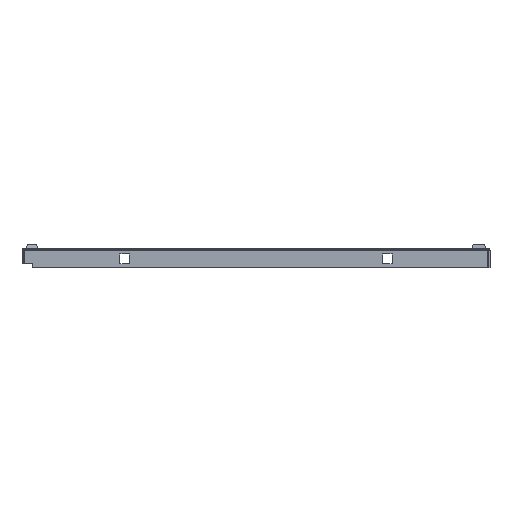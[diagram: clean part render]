
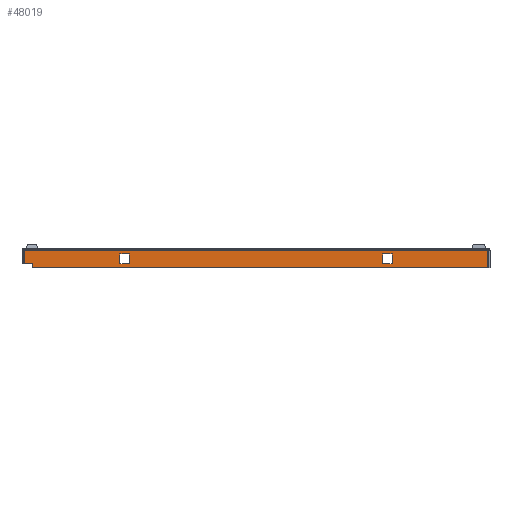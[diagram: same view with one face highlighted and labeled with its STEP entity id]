
A CAD part, front view. The second image highlights one B-rep face of the part: STEP entity #48019.
In plain terms, the highlighted planar face has unit normal (0, -1, 0).
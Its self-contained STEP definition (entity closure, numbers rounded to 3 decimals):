
#3140 = LINE ( 'NONE', #36419, #3145 ) ;
#3142 = LINE ( 'NONE', #36416, #3147 ) ;
#3145 = VECTOR ( 'NONE', #36413, 1000. ) ;
#3146 = LINE ( 'NONE', #36410, #3149 ) ;
#3147 = VECTOR ( 'NONE', #36411, 1000. ) ;
#3148 = LINE ( 'NONE', #36408, #3151 ) ;
#3149 = VECTOR ( 'NONE', #36409, 1000. ) ;
#3150 = LINE ( 'NONE', #36412, #3155 ) ;
#3151 = VECTOR ( 'NONE', #36406, 1000. ) ;
#3152 = LINE ( 'NONE', #36407, #3157 ) ;
#3154 = LINE ( 'NONE', #36404, #3161 ) ;
#3155 = VECTOR ( 'NONE', #36403, 1000. ) ;
#3157 = VECTOR ( 'NONE', #36401, 1000. ) ;
#3160 = LINE ( 'NONE', #36396, #3163 ) ;
#3161 = VECTOR ( 'NONE', #36397, 1000. ) ;
#3163 = VECTOR ( 'NONE', #36395, 1000. ) ;
#3164 = LINE ( 'NONE', #36399, #3189 ) ;
#3170 = LINE ( 'NONE', #36386, #3173 ) ;
#3173 = VECTOR ( 'NONE', #36385, 1000. ) ;
#3174 = LINE ( 'NONE', #36382, #3177 ) ;
#3177 = VECTOR ( 'NONE', #36381, 1000. ) ;
#3178 = LINE ( 'NONE', #36378, #3181 ) ;
#3180 = LINE ( 'NONE', #36376, #3183 ) ;
#3181 = VECTOR ( 'NONE', #36377, 1000. ) ;
#3183 = VECTOR ( 'NONE', #36375, 1000. ) ;
#3184 = LINE ( 'NONE', #36372, #3187 ) ;
#3187 = VECTOR ( 'NONE', #36370, 1000. ) ;
#3189 = VECTOR ( 'NONE', #36369, 1000. ) ;
#5649 = FACE_BOUND ( 'NONE', #10616, .T. ) ;
#5656 = FACE_OUTER_BOUND ( 'NONE', #10613, .T. ) ;
#5658 = FACE_BOUND ( 'NONE', #10611, .T. ) ;
#9861 = VERTEX_POINT ( 'NONE', #92784 ) ;
#9862 = VERTEX_POINT ( 'NONE', #92782 ) ;
#9863 = VERTEX_POINT ( 'NONE', #92780 ) ;
#9864 = VERTEX_POINT ( 'NONE', #92778 ) ;
#9867 = VERTEX_POINT ( 'NONE', #92772 ) ;
#9870 = VERTEX_POINT ( 'NONE', #92766 ) ;
#9880 = VERTEX_POINT ( 'NONE', #92746 ) ;
#9882 = VERTEX_POINT ( 'NONE', #92742 ) ;
#9884 = VERTEX_POINT ( 'NONE', #92738 ) ;
#9886 = VERTEX_POINT ( 'NONE', #92734 ) ;
#9887 = VERTEX_POINT ( 'NONE', #92732 ) ;
#9888 = VERTEX_POINT ( 'NONE', #92730 ) ;
#9890 = VERTEX_POINT ( 'NONE', #92726 ) ;
#9891 = VERTEX_POINT ( 'NONE', #92724 ) ;
#10611 = EDGE_LOOP ( 'NONE', ( #82090, #82091, #82092, #82093 ) ) ;
#10613 = EDGE_LOOP ( 'NONE', ( #82084, #82085, #82086, #82087, #82088, #82089 ) ) ;
#10616 = EDGE_LOOP ( 'NONE', ( #82094, #82095, #82096, #82097 ) ) ;
#18876 = EDGE_CURVE ( 'NONE', #9886, #9887, #3140, .T. ) ;
#18877 = EDGE_CURVE ( 'NONE', #9861, #9884, #3142, .T. ) ;
#18878 = EDGE_CURVE ( 'NONE', #9887, #9861, #3146, .T. ) ;
#18879 = EDGE_CURVE ( 'NONE', #9870, #9863, #3148, .T. ) ;
#18881 = EDGE_CURVE ( 'NONE', #9891, #9864, #3150, .T. ) ;
#18882 = EDGE_CURVE ( 'NONE', #9888, #9890, #3152, .T. ) ;
#18884 = EDGE_CURVE ( 'NONE', #9880, #9862, #3154, .T. ) ;
#18885 = EDGE_CURVE ( 'NONE', #9882, #9867, #3160, .T. ) ;
#18890 = EDGE_CURVE ( 'NONE', #9890, #9891, #3170, .T. ) ;
#18892 = EDGE_CURVE ( 'NONE', #9864, #9888, #3174, .T. ) ;
#18894 = EDGE_CURVE ( 'NONE', #9884, #9886, #3178, .T. ) ;
#18895 = EDGE_CURVE ( 'NONE', #9880, #9870, #3180, .T. ) ;
#18897 = EDGE_CURVE ( 'NONE', #9862, #9867, #3184, .T. ) ;
#18898 = EDGE_CURVE ( 'NONE', #9863, #9882, #3164, .T. ) ;
#36369 = DIRECTION ( 'NONE',  ( 1., 0., 0. ) ) ;
#36370 = DIRECTION ( 'NONE',  ( 1., 0., 0. ) ) ;
#36372 = CARTESIAN_POINT ( 'NONE',  ( -461.005, -299., -0.75 ) ) ;
#36375 = DIRECTION ( 'NONE',  ( 1., 0., 0. ) ) ;
#36376 = CARTESIAN_POINT ( 'NONE',  ( -230.5, -299., -14. ) ) ;
#36377 = DIRECTION ( 'NONE',  ( 1., 0., 0. ) ) ;
#36378 = CARTESIAN_POINT ( 'NONE',  ( -135.25, -299., -4.25 ) ) ;
#36381 = DIRECTION ( 'NONE',  ( 1., 0., 0. ) ) ;
#36382 = CARTESIAN_POINT ( 'NONE',  ( 135.25, -299., -4.25 ) ) ;
#36385 = DIRECTION ( 'NONE',  ( -1., 0., 0. ) ) ;
#36386 = CARTESIAN_POINT ( 'NONE',  ( 135.25, -299., -13.75 ) ) ;
#36395 = DIRECTION ( 'NONE',  ( 0., 0., 1. ) ) ;
#36396 = CARTESIAN_POINT ( 'NONE',  ( 230.5, -299., -0.75 ) ) ;
#36397 = DIRECTION ( 'NONE',  ( 0., 0., 1. ) ) ;
#36399 = CARTESIAN_POINT ( 'NONE',  ( 230.25, -299., -18. ) ) ;
#36401 = DIRECTION ( 'NONE',  ( 0., 0., -1. ) ) ;
#36403 = DIRECTION ( 'NONE',  ( 0., 0., 1. ) ) ;
#36404 = CARTESIAN_POINT ( 'NONE',  ( -230.5, -299., -0.75 ) ) ;
#36406 = DIRECTION ( 'NONE',  ( 0., 0., -1. ) ) ;
#36407 = CARTESIAN_POINT ( 'NONE',  ( 135.25, -299., -4.25 ) ) ;
#36408 = CARTESIAN_POINT ( 'NONE',  ( -222.5, -299., -18. ) ) ;
#36409 = DIRECTION ( 'NONE',  ( -1., 0., 0. ) ) ;
#36410 = CARTESIAN_POINT ( 'NONE',  ( -135.25, -299., -13.75 ) ) ;
#36411 = DIRECTION ( 'NONE',  ( 0., 0., 1. ) ) ;
#36412 = CARTESIAN_POINT ( 'NONE',  ( 125.75, -299., -4.25 ) ) ;
#36413 = DIRECTION ( 'NONE',  ( 0., 0., -1. ) ) ;
#36416 = CARTESIAN_POINT ( 'NONE',  ( -135.25, -299., -4.25 ) ) ;
#36419 = CARTESIAN_POINT ( 'NONE',  ( -125.75, -299., -4.25 ) ) ;
#48019 = ADVANCED_FACE ( 'NONE', ( #5656, #5658, #5649 ), #80863, .F. ) ;
#80858 = DIRECTION ( 'NONE',  ( 0., 1., 0. ) ) ;
#80862 = CARTESIAN_POINT ( 'NONE',  ( 230.25, -299., -18. ) ) ;
#80863 = PLANE ( 'NONE',  #81525 ) ;
#80864 = DIRECTION ( 'NONE',  ( 0., 0., 1. ) ) ;
#81525 = AXIS2_PLACEMENT_3D ( 'NONE', #80862, #80858, #80864 ) ;
#82084 = ORIENTED_EDGE ( 'NONE', *, *, #18879, .T. ) ;
#82085 = ORIENTED_EDGE ( 'NONE', *, *, #18898, .T. ) ;
#82086 = ORIENTED_EDGE ( 'NONE', *, *, #18885, .T. ) ;
#82087 = ORIENTED_EDGE ( 'NONE', *, *, #18897, .F. ) ;
#82088 = ORIENTED_EDGE ( 'NONE', *, *, #18884, .F. ) ;
#82089 = ORIENTED_EDGE ( 'NONE', *, *, #18895, .T. ) ;
#82090 = ORIENTED_EDGE ( 'NONE', *, *, #18877, .T. ) ;
#82091 = ORIENTED_EDGE ( 'NONE', *, *, #18894, .T. ) ;
#82092 = ORIENTED_EDGE ( 'NONE', *, *, #18876, .T. ) ;
#82093 = ORIENTED_EDGE ( 'NONE', *, *, #18878, .T. ) ;
#82094 = ORIENTED_EDGE ( 'NONE', *, *, #18892, .T. ) ;
#82095 = ORIENTED_EDGE ( 'NONE', *, *, #18882, .T. ) ;
#82096 = ORIENTED_EDGE ( 'NONE', *, *, #18890, .T. ) ;
#82097 = ORIENTED_EDGE ( 'NONE', *, *, #18881, .T. ) ;
#92724 = CARTESIAN_POINT ( 'NONE',  ( 125.75, -299., -13.75 ) ) ;
#92726 = CARTESIAN_POINT ( 'NONE',  ( 135.25, -299., -13.75 ) ) ;
#92730 = CARTESIAN_POINT ( 'NONE',  ( 135.25, -299., -4.25 ) ) ;
#92732 = CARTESIAN_POINT ( 'NONE',  ( -125.75, -299., -13.75 ) ) ;
#92734 = CARTESIAN_POINT ( 'NONE',  ( -125.75, -299., -4.25 ) ) ;
#92738 = CARTESIAN_POINT ( 'NONE',  ( -135.25, -299., -4.25 ) ) ;
#92742 = CARTESIAN_POINT ( 'NONE',  ( 230.5, -299., -18. ) ) ;
#92746 = CARTESIAN_POINT ( 'NONE',  ( -230.5, -299., -14. ) ) ;
#92766 = CARTESIAN_POINT ( 'NONE',  ( -222.5, -299., -14. ) ) ;
#92772 = CARTESIAN_POINT ( 'NONE',  ( 230.5, -299., -0.75 ) ) ;
#92778 = CARTESIAN_POINT ( 'NONE',  ( 125.75, -299., -4.25 ) ) ;
#92780 = CARTESIAN_POINT ( 'NONE',  ( -222.5, -299., -18. ) ) ;
#92782 = CARTESIAN_POINT ( 'NONE',  ( -230.5, -299., -0.75 ) ) ;
#92784 = CARTESIAN_POINT ( 'NONE',  ( -135.25, -299., -13.75 ) ) ;
